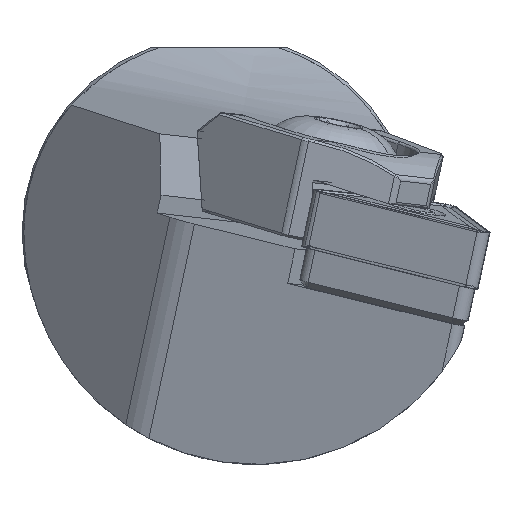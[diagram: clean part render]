
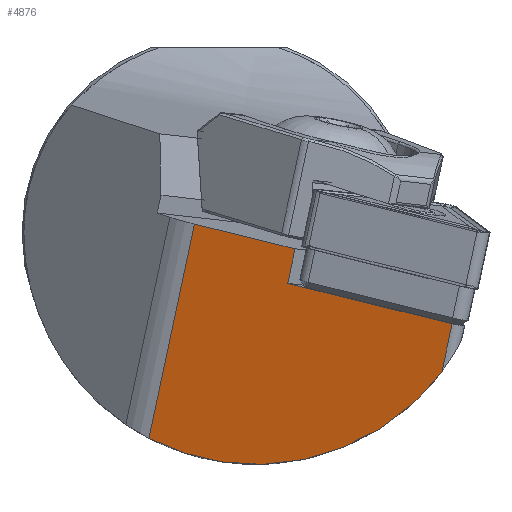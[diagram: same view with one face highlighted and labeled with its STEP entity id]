
A CAD part, left-side view. The second image highlights one B-rep face of the part: STEP entity #4876.
In plain terms, the highlighted planar face has unit normal (-0.951, 0.309, -0.036).
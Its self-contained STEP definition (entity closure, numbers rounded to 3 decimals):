
#38 = CARTESIAN_POINT ( 'NONE',  ( -173.307, 38.55, -18.178 ) ) ;
#171 = VERTEX_POINT ( 'NONE', #7401 ) ;
#428 = EDGE_CURVE ( 'NONE', #4652, #171, #8643, .T. ) ;
#2123 = LINE ( 'NONE', #9240, #4518 ) ;
#2168 = DIRECTION ( 'NONE',  ( -0.105, -0.207, 0.973 ) ) ;
#2514 = CARTESIAN_POINT ( 'NONE',  ( -175.176, 34.852, -0.781 ) ) ;
#2641 = ORIENTED_EDGE ( 'NONE', *, *, #7071, .F. ) ;
#2669 = DIRECTION ( 'NONE',  ( 0., -0.117, -0.993 ) ) ;
#2688 = VECTOR ( 'NONE', #2168, 1000. ) ;
#2890 = EDGE_LOOP ( 'NONE', ( #9392, #7201, #2641, #7405, #4795, #7469 ) ) ;
#2993 = CARTESIAN_POINT ( 'NONE',  ( -138.195, 99.909, -413.405 ) ) ;
#3014 = LINE ( 'NONE', #8870, #6046 ) ;
#3197 = EDGE_CURVE ( 'NONE', #5908, #5552, #8486, .T. ) ;
#3382 = FACE_OUTER_BOUND ( 'NONE', #2890, .T. ) ;
#4089 = CARTESIAN_POINT ( 'NONE',  ( -131.409, 121.431, -408.101 ) ) ;
#4518 = VECTOR ( 'NONE', #8466, 1000. ) ;
#4600 = VECTOR ( 'NONE', #8064, 1000. ) ;
#4652 = VERTEX_POINT ( 'NONE', #8179 ) ;
#4777 = CARTESIAN_POINT ( 'NONE',  ( -181.249, 14.742, -12.725 ) ) ;
#4795 = ORIENTED_EDGE ( 'NONE', *, *, #7983, .T. ) ;
#4875 = CARTESIAN_POINT ( 'NONE',  ( -173.307, 38.55, -18.178 ) ) ;
#4876 = ADVANCED_FACE ( 'NONE', ( #3382 ), #7826, .F. ) ;
#4946 = LINE ( 'NONE', #2993, #2688 ) ;
#5268 = EDGE_CURVE ( 'NONE', #171, #7200, #2123, .T. ) ;
#5552 = VERTEX_POINT ( 'NONE', #9433 ) ;
#5860 = VECTOR ( 'NONE', #7105, 1000. ) ;
#5908 = VERTEX_POINT ( 'NONE', #38 ) ;
#6046 = VECTOR ( 'NONE', #9537, 1000. ) ;
#6318 = CARTESIAN_POINT ( 'NONE',  ( -175.924, 29.963, -22.644 ) ) ;
#6339 = CARTESIAN_POINT ( 'NONE',  ( -138.195, 99.909, -413.405 ) ) ;
#7071 = EDGE_CURVE ( 'NONE', #5908, #8700, #7824, .T. ) ;
#7105 = DIRECTION ( 'NONE',  ( -0.105, -0.207, 0.973 ) ) ;
#7200 = VERTEX_POINT ( 'NONE', #8732 ) ;
#7201 = ORIENTED_EDGE ( 'NONE', *, *, #9518, .T. ) ;
#7401 = CARTESIAN_POINT ( 'NONE',  ( -177.453, 27.273, -5.597 ) ) ;
#7405 = ORIENTED_EDGE ( 'NONE', *, *, #3197, .T. ) ;
#7469 = ORIENTED_EDGE ( 'NONE', *, *, #428, .T. ) ;
#7518 = CARTESIAN_POINT ( 'NONE',  ( -181.661, 13.926, -8.886 ) ) ;
#7824 = LINE ( 'NONE', #4089, #5860 ) ;
#7826 = PLANE ( 'NONE',  #8979 ) ;
#7923 = DIRECTION ( 'NONE',  ( 0.95, -0.309, 0.037 ) ) ;
#7983 = EDGE_CURVE ( 'NONE', #5552, #4652, #4946, .T. ) ;
#8064 = DIRECTION ( 'NONE',  ( 0.293, 0.928, 0.229 ) ) ;
#8179 = CARTESIAN_POINT ( 'NONE',  ( -181.661, 13.926, -8.886 ) ) ;
#8466 = DIRECTION ( 'NONE',  ( -0.105, -0.207, 0.973 ) ) ;
#8486 =( BOUNDED_CURVE ( )  B_SPLINE_CURVE ( 3, ( #4875, #6318, #9197, #4777 ),
 .UNSPECIFIED., .F., .F. ) 
 B_SPLINE_CURVE_WITH_KNOTS ( ( 4, 4 ),
 ( 4.115, 5.525 ),
 .UNSPECIFIED. ) 
 CURVE ( )  GEOMETRIC_REPRESENTATION_ITEM ( )  RATIONAL_B_SPLINE_CURVE ( ( 1., 0.841, 0.841, 1. ) ) 
 REPRESENTATION_ITEM ( '' )  );
#8643 = LINE ( 'NONE', #7518, #4600 ) ;
#8700 = VERTEX_POINT ( 'NONE', #2514 ) ;
#8732 = CARTESIAN_POINT ( 'NONE',  ( -177.754, 26.678, -2.796 ) ) ;
#8870 = CARTESIAN_POINT ( 'NONE',  ( -181.962, 13.331, -6.085 ) ) ;
#8979 = AXIS2_PLACEMENT_3D ( 'NONE', #6339, #7923, #2669 ) ;
#9197 = CARTESIAN_POINT ( 'NONE',  ( -179.071, 20.529, -20.483 ) ) ;
#9240 = CARTESIAN_POINT ( 'NONE',  ( -133.986, 113.256, -410.116 ) ) ;
#9392 = ORIENTED_EDGE ( 'NONE', *, *, #5268, .T. ) ;
#9433 = CARTESIAN_POINT ( 'NONE',  ( -181.249, 14.742, -12.725 ) ) ;
#9518 = EDGE_CURVE ( 'NONE', #7200, #8700, #3014, .T. ) ;
#9537 = DIRECTION ( 'NONE',  ( 0.293, 0.928, 0.229 ) ) ;
